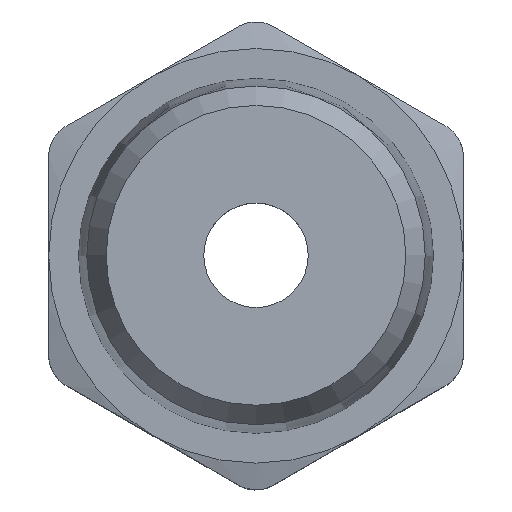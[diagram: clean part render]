
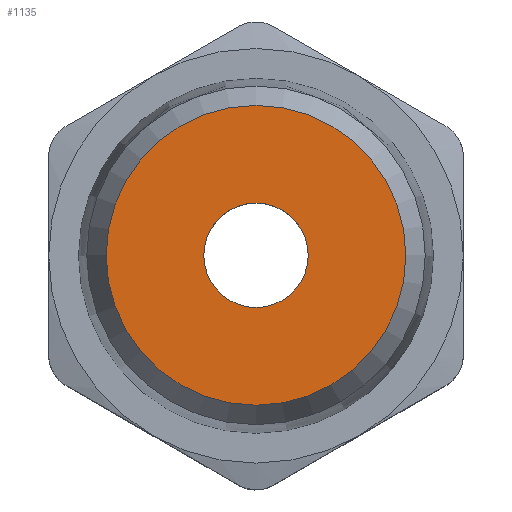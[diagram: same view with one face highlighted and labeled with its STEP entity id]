
A CAD part, top view. The second image highlights one B-rep face of the part: STEP entity #1135.
In plain terms, the highlighted planar face has unit normal (0, 0, 1).
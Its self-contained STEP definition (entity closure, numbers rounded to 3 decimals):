
#156=CIRCLE('',#1239,1.5);
#157=CIRCLE('',#1240,4.305);
#356=ORIENTED_EDGE('',*,*,#627,.F.);
#357=ORIENTED_EDGE('',*,*,#628,.T.);
#627=EDGE_CURVE('',#764,#764,#156,.T.);
#628=EDGE_CURVE('',#765,#765,#157,.T.);
#764=VERTEX_POINT('',#2048);
#765=VERTEX_POINT('',#2050);
#936=EDGE_LOOP('',(#356));
#937=EDGE_LOOP('',(#357));
#1034=FACE_BOUND('',#936,.T.);
#1035=FACE_BOUND('',#937,.T.);
#1091=PLANE('',#1238);
#1135=ADVANCED_FACE('',(#1034,#1035),#1091,.F.);
#1238=AXIS2_PLACEMENT_3D('',#2046,#1448,#1449);
#1239=AXIS2_PLACEMENT_3D('',#2047,#1450,#1451);
#1240=AXIS2_PLACEMENT_3D('',#2049,#1452,#1453);
#1448=DIRECTION('',(0.,0.,-1.));
#1449=DIRECTION('',(-1.,0.,0.));
#1450=DIRECTION('',(0.,0.,1.));
#1451=DIRECTION('',(1.,0.,0.));
#1452=DIRECTION('',(0.,0.,1.));
#1453=DIRECTION('',(1.,0.,0.));
#2046=CARTESIAN_POINT('',(4.305,0.,8.5));
#2047=CARTESIAN_POINT('',(0.,0.,8.5));
#2048=CARTESIAN_POINT('',(1.5,0.,8.5));
#2049=CARTESIAN_POINT('',(0.,0.,8.5));
#2050=CARTESIAN_POINT('',(4.305,0.,8.5));
